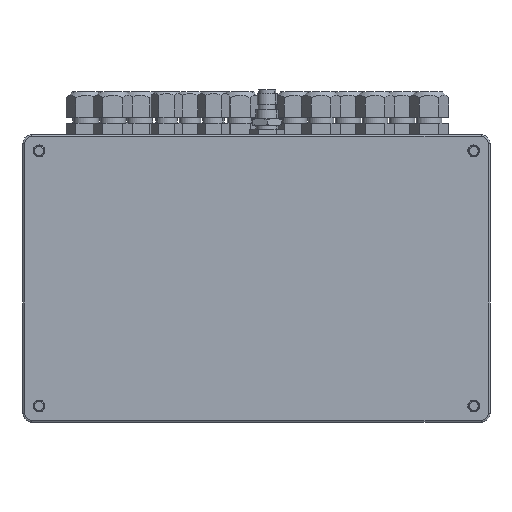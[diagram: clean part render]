
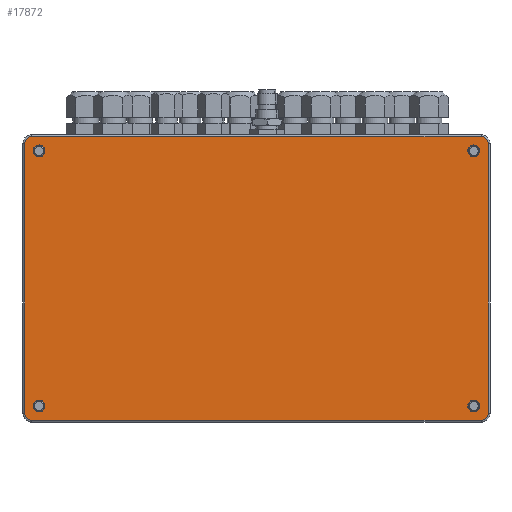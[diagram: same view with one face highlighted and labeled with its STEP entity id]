
A CAD part, front view. The second image highlights one B-rep face of the part: STEP entity #17872.
In plain terms, the highlighted planar face has unit normal (0, -1, 0).
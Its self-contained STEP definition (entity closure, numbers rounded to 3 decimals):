
#72 = DIRECTION ( 'NONE',  ( 0., 0., 1. ) ) ;
#83 = ORIENTED_EDGE ( 'NONE', *, *, #7068, .T. ) ;
#433 = ORIENTED_EDGE ( 'NONE', *, *, #18266, .T. ) ;
#681 = CARTESIAN_POINT ( 'NONE',  ( 259., -90., -155. ) ) ;
#695 = VERTEX_POINT ( 'NONE', #8233 ) ;
#954 = AXIS2_PLACEMENT_3D ( 'NONE', #20685, #9575, #22569 ) ;
#1072 = ORIENTED_EDGE ( 'NONE', *, *, #14389, .T. ) ;
#1237 = VERTEX_POINT ( 'NONE', #10717 ) ;
#1310 = CARTESIAN_POINT ( 'NONE',  ( 251., -90., -9. ) ) ;
#1320 = DIRECTION ( 'NONE',  ( 0., 0., -1. ) ) ;
#1431 = LINE ( 'NONE', #9061, #11244 ) ;
#1522 = DIRECTION ( 'NONE',  ( 0., 0., -1. ) ) ;
#1642 = EDGE_CURVE ( 'NONE', #1237, #9892, #3493, .T. ) ;
#2521 = CIRCLE ( 'NONE', #22723, 3.3 ) ;
#2547 = ORIENTED_EDGE ( 'NONE', *, *, #10895, .T. ) ;
#2972 = EDGE_CURVE ( 'NONE', #9892, #8696, #21571, .T. ) ;
#3161 = DIRECTION ( 'NONE',  ( 0., 0., 1. ) ) ;
#3293 = AXIS2_PLACEMENT_3D ( 'NONE', #16465, #5419, #18342 ) ;
#3493 = CIRCLE ( 'NONE', #18958, 4. ) ;
#3635 = VERTEX_POINT ( 'NONE', #16331 ) ;
#4625 = AXIS2_PLACEMENT_3D ( 'NONE', #18364, #7281, #20236 ) ;
#4677 = LINE ( 'NONE', #12763, #23218 ) ;
#4683 = CARTESIAN_POINT ( 'NONE',  ( 259., -90., -160. ) ) ;
#4688 = FACE_BOUND ( 'NONE', #19609, .T. ) ;
#5042 = ORIENTED_EDGE ( 'NONE', *, *, #6360, .T. ) ;
#5277 = CIRCLE ( 'NONE', #6500, 3.3 ) ;
#5279 = DIRECTION ( 'NONE',  ( 0., -1., 0. ) ) ;
#5283 = FACE_BOUND ( 'NONE', #15634, .T. ) ;
#5419 = DIRECTION ( 'NONE',  ( 0., 1., 0. ) ) ;
#5431 = AXIS2_PLACEMENT_3D ( 'NONE', #17999, #6901, #19853 ) ;
#5458 = CARTESIAN_POINT ( 'NONE',  ( 9., -90., -12.3 ) ) ;
#5511 = CARTESIAN_POINT ( 'NONE',  ( 9., -90., -9. ) ) ;
#5904 = ORIENTED_EDGE ( 'NONE', *, *, #16344, .T. ) ;
#5921 = CARTESIAN_POINT ( 'NONE',  ( 251., -90., -151. ) ) ;
#6156 = LINE ( 'NONE', #4683, #20917 ) ;
#6360 = EDGE_CURVE ( 'NONE', #11935, #8092, #1431, .T. ) ;
#6412 = VERTEX_POINT ( 'NONE', #18452 ) ;
#6500 = AXIS2_PLACEMENT_3D ( 'NONE', #18007, #6910, #19862 ) ;
#6519 = DIRECTION ( 'NONE',  ( 0., 1., 0. ) ) ;
#6540 = DIRECTION ( 'NONE',  ( 0., 0., 1. ) ) ;
#6901 = DIRECTION ( 'NONE',  ( 0., -1., 0. ) ) ;
#6910 = DIRECTION ( 'NONE',  ( 0., 1., 0. ) ) ;
#7068 = EDGE_CURVE ( 'NONE', #6412, #23846, #7461, .T. ) ;
#7229 = EDGE_LOOP ( 'NONE', ( #22427, #13952, #19163, #1072, #5042, #12448, #2547, #12131 ) ) ;
#7267 = EDGE_CURVE ( 'NONE', #8696, #22318, #11840, .T. ) ;
#7281 = DIRECTION ( 'NONE',  ( 0., -1., 0. ) ) ;
#7354 = DIRECTION ( 'NONE',  ( 0., 0., 1. ) ) ;
#7389 = VERTEX_POINT ( 'NONE', #22099 ) ;
#7461 = CIRCLE ( 'NONE', #954, 3.3 ) ;
#7771 = DIRECTION ( 'NONE',  ( 0., 0., 1. ) ) ;
#7865 = EDGE_CURVE ( 'NONE', #23744, #14713, #22214, .T. ) ;
#8092 = VERTEX_POINT ( 'NONE', #13676 ) ;
#8233 = CARTESIAN_POINT ( 'NONE',  ( 251., -90., -147.7 ) ) ;
#8416 = AXIS2_PLACEMENT_3D ( 'NONE', #5921, #18848, #7771 ) ;
#8696 = VERTEX_POINT ( 'NONE', #22491 ) ;
#8965 = AXIS2_PLACEMENT_3D ( 'NONE', #5511, #18442, #7354 ) ;
#9031 = CARTESIAN_POINT ( 'NONE',  ( 251., -90., -154.3 ) ) ;
#9061 = CARTESIAN_POINT ( 'NONE',  ( 0., -90., -1. ) ) ;
#9213 = AXIS2_PLACEMENT_3D ( 'NONE', #17609, #6519, #19461 ) ;
#9398 = ORIENTED_EDGE ( 'NONE', *, *, #18670, .T. ) ;
#9575 = DIRECTION ( 'NONE',  ( 0., 1., 0. ) ) ;
#9578 = FACE_BOUND ( 'NONE', #10868, .T. ) ;
#9741 = EDGE_CURVE ( 'NONE', #695, #16366, #20015, .T. ) ;
#9832 = CARTESIAN_POINT ( 'NONE',  ( 9., -90., -5.7 ) ) ;
#9892 = VERTEX_POINT ( 'NONE', #11740 ) ;
#10144 = CARTESIAN_POINT ( 'NONE',  ( 9., -90., -154.3 ) ) ;
#10485 = PLANE ( 'NONE',  #11858 ) ;
#10553 = CIRCLE ( 'NONE', #3293, 3.3 ) ;
#10630 = ORIENTED_EDGE ( 'NONE', *, *, #7865, .T. ) ;
#10717 = CARTESIAN_POINT ( 'NONE',  ( 1., -90., -155. ) ) ;
#10868 = EDGE_LOOP ( 'NONE', ( #17247, #22917 ) ) ;
#10895 = EDGE_CURVE ( 'NONE', #21361, #1237, #4677, .T. ) ;
#11138 = DIRECTION ( 'NONE',  ( 0., 1., 0. ) ) ;
#11244 = VECTOR ( 'NONE', #12707, 1000. ) ;
#11740 = CARTESIAN_POINT ( 'NONE',  ( 5., -90., -159. ) ) ;
#11840 = CIRCLE ( 'NONE', #5431, 4. ) ;
#11858 = AXIS2_PLACEMENT_3D ( 'NONE', #12293, #12376, #1320 ) ;
#11935 = VERTEX_POINT ( 'NONE', #21780 ) ;
#12131 = ORIENTED_EDGE ( 'NONE', *, *, #1642, .T. ) ;
#12293 = CARTESIAN_POINT ( 'NONE',  ( 0., -90., -160. ) ) ;
#12376 = DIRECTION ( 'NONE',  ( 0., -1., 0. ) ) ;
#12448 = ORIENTED_EDGE ( 'NONE', *, *, #19865, .T. ) ;
#12567 = EDGE_LOOP ( 'NONE', ( #20569, #433 ) ) ;
#12575 = DIRECTION ( 'NONE',  ( 0., -1., 0. ) ) ;
#12707 = DIRECTION ( 'NONE',  ( -1., 0., 0. ) ) ;
#12763 = CARTESIAN_POINT ( 'NONE',  ( 1., -90., -160. ) ) ;
#13114 = CARTESIAN_POINT ( 'NONE',  ( 251., -90., -12.3 ) ) ;
#13676 = CARTESIAN_POINT ( 'NONE',  ( 5., -90., -1. ) ) ;
#13852 = EDGE_CURVE ( 'NONE', #16366, #695, #5277, .T. ) ;
#13910 = AXIS2_PLACEMENT_3D ( 'NONE', #16332, #5279, #18206 ) ;
#13952 = ORIENTED_EDGE ( 'NONE', *, *, #7267, .T. ) ;
#14217 = DIRECTION ( 'NONE',  ( 0., 1., 0. ) ) ;
#14389 = EDGE_CURVE ( 'NONE', #7389, #11935, #21968, .T. ) ;
#14630 = DIRECTION ( 'NONE',  ( 0., 0., -1. ) ) ;
#14713 = VERTEX_POINT ( 'NONE', #9832 ) ;
#15634 = EDGE_LOOP ( 'NONE', ( #5904, #10630 ) ) ;
#15741 = AXIS2_PLACEMENT_3D ( 'NONE', #1310, #14217, #3161 ) ;
#16065 = VECTOR ( 'NONE', #18913, 1000. ) ;
#16331 = CARTESIAN_POINT ( 'NONE',  ( 9., -90., -147.7 ) ) ;
#16332 = CARTESIAN_POINT ( 'NONE',  ( 255., -90., -5. ) ) ;
#16344 = EDGE_CURVE ( 'NONE', #14713, #23744, #10553, .T. ) ;
#16366 = VERTEX_POINT ( 'NONE', #9031 ) ;
#16465 = CARTESIAN_POINT ( 'NONE',  ( 9., -90., -9. ) ) ;
#16789 = CIRCLE ( 'NONE', #4625, 4. ) ;
#17247 = ORIENTED_EDGE ( 'NONE', *, *, #9741, .T. ) ;
#17331 = CIRCLE ( 'NONE', #15741, 3.3 ) ;
#17609 = CARTESIAN_POINT ( 'NONE',  ( 9., -90., -151. ) ) ;
#17872 = ADVANCED_FACE ( 'NONE', ( #9578, #19444, #5283, #4688, #23783 ), #10485, .T. ) ;
#17999 = CARTESIAN_POINT ( 'NONE',  ( 255., -90., -155. ) ) ;
#18007 = CARTESIAN_POINT ( 'NONE',  ( 251., -90., -151. ) ) ;
#18206 = DIRECTION ( 'NONE',  ( 0., 0., -1. ) ) ;
#18266 = EDGE_CURVE ( 'NONE', #18523, #3635, #23176, .T. ) ;
#18342 = DIRECTION ( 'NONE',  ( 0., 0., 1. ) ) ;
#18364 = CARTESIAN_POINT ( 'NONE',  ( 5., -90., -5. ) ) ;
#18442 = DIRECTION ( 'NONE',  ( 0., 1., 0. ) ) ;
#18452 = CARTESIAN_POINT ( 'NONE',  ( 251., -90., -5.7 ) ) ;
#18523 = VERTEX_POINT ( 'NONE', #10144 ) ;
#18670 = EDGE_CURVE ( 'NONE', #23846, #6412, #17331, .T. ) ;
#18848 = DIRECTION ( 'NONE',  ( 0., 1., 0. ) ) ;
#18913 = DIRECTION ( 'NONE',  ( 1., 0., 0. ) ) ;
#18958 = AXIS2_PLACEMENT_3D ( 'NONE', #23669, #12575, #1522 ) ;
#19163 = ORIENTED_EDGE ( 'NONE', *, *, #22454, .T. ) ;
#19444 = FACE_OUTER_BOUND ( 'NONE', #7229, .T. ) ;
#19461 = DIRECTION ( 'NONE',  ( 0., 0., 1. ) ) ;
#19609 = EDGE_LOOP ( 'NONE', ( #83, #9398 ) ) ;
#19853 = DIRECTION ( 'NONE',  ( 0., 0., -1. ) ) ;
#19862 = DIRECTION ( 'NONE',  ( 0., 0., 1. ) ) ;
#19865 = EDGE_CURVE ( 'NONE', #8092, #21361, #16789, .T. ) ;
#20015 = CIRCLE ( 'NONE', #8416, 3.3 ) ;
#20236 = DIRECTION ( 'NONE',  ( 0., 0., -1. ) ) ;
#20569 = ORIENTED_EDGE ( 'NONE', *, *, #22677, .T. ) ;
#20685 = CARTESIAN_POINT ( 'NONE',  ( 251., -90., -9. ) ) ;
#20917 = VECTOR ( 'NONE', #6540, 1000. ) ;
#21361 = VERTEX_POINT ( 'NONE', #21870 ) ;
#21571 = LINE ( 'NONE', #22663, #16065 ) ;
#21780 = CARTESIAN_POINT ( 'NONE',  ( 255., -90., -1. ) ) ;
#21870 = CARTESIAN_POINT ( 'NONE',  ( 1., -90., -5. ) ) ;
#21968 = CIRCLE ( 'NONE', #13910, 4. ) ;
#22099 = CARTESIAN_POINT ( 'NONE',  ( 259., -90., -5. ) ) ;
#22214 = CIRCLE ( 'NONE', #8965, 3.3 ) ;
#22221 = CARTESIAN_POINT ( 'NONE',  ( 9., -90., -151. ) ) ;
#22318 = VERTEX_POINT ( 'NONE', #681 ) ;
#22427 = ORIENTED_EDGE ( 'NONE', *, *, #2972, .T. ) ;
#22454 = EDGE_CURVE ( 'NONE', #22318, #7389, #6156, .T. ) ;
#22491 = CARTESIAN_POINT ( 'NONE',  ( 255., -90., -159. ) ) ;
#22569 = DIRECTION ( 'NONE',  ( 0., 0., 1. ) ) ;
#22663 = CARTESIAN_POINT ( 'NONE',  ( 0., -90., -159. ) ) ;
#22677 = EDGE_CURVE ( 'NONE', #3635, #18523, #2521, .T. ) ;
#22723 = AXIS2_PLACEMENT_3D ( 'NONE', #22221, #11138, #72 ) ;
#22917 = ORIENTED_EDGE ( 'NONE', *, *, #13852, .T. ) ;
#23176 = CIRCLE ( 'NONE', #9213, 3.3 ) ;
#23218 = VECTOR ( 'NONE', #14630, 1000. ) ;
#23669 = CARTESIAN_POINT ( 'NONE',  ( 5., -90., -155. ) ) ;
#23744 = VERTEX_POINT ( 'NONE', #5458 ) ;
#23783 = FACE_BOUND ( 'NONE', #12567, .T. ) ;
#23846 = VERTEX_POINT ( 'NONE', #13114 ) ;
